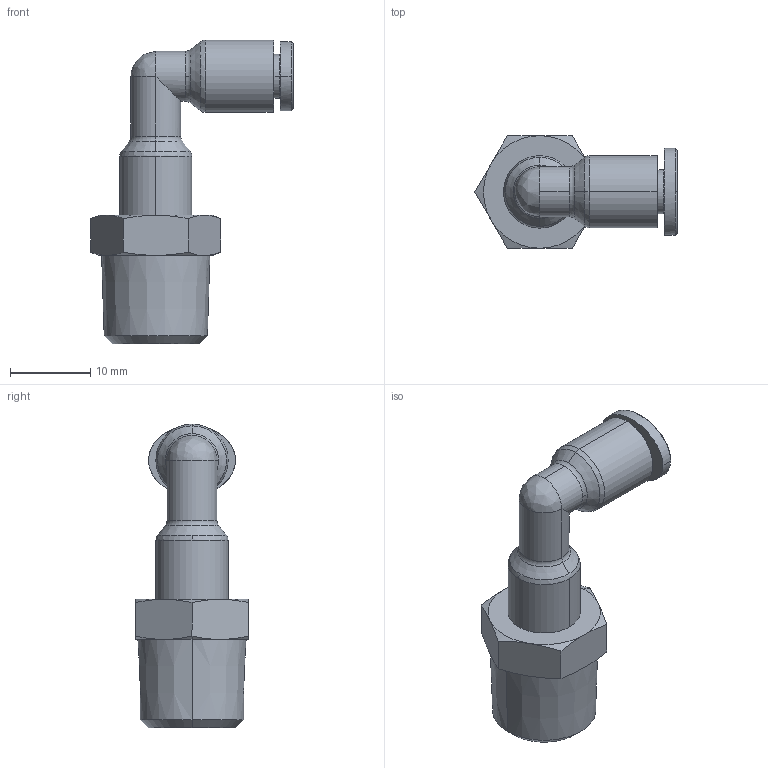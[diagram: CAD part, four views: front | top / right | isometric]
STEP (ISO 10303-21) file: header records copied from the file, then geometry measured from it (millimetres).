
FILE_DESCRIPTION (( 'STEP AP214' ), '1' );
FILE_NAME ('PLLP04-02.stp', '2015-09-15T11:27:20', ( '' ), ( '' ), 'SwSTEP 2.0', 'SolidWorks 2015', '' );
FILE_SCHEMA (( 'AUTOMOTIVE_DESIGN' ));
Length unit declared in the file: millimetre
Products named in the file (2): ｦ+ﾃｦ1; PLLP04-02
Assembly tree (1 placements, depth 2):
  PLLP04-02
    ｦ+ﾃｦ1
Bounding box: 25.18 x 14 x 37.8 mm (x, y, z)
Volume: 3143.5 mm3; surface area: 2453.4 mm2
Topology: 1 solids, 1 shells, 430 faces, 1197 edges, 786 vertices
Faces by surface type: plane 339, bspline 35, cone 32, cylinder 20, torus 4
Entity records: 15064 total; most frequent: CARTESIAN_POINT 3652, ORIENTED_EDGE 2388, DIRECTION 1988, EDGE_CURVE 1194, LINE 998, VECTOR 998, VERTEX_POINT 786, AXIS2_PLACEMENT_3D 495
